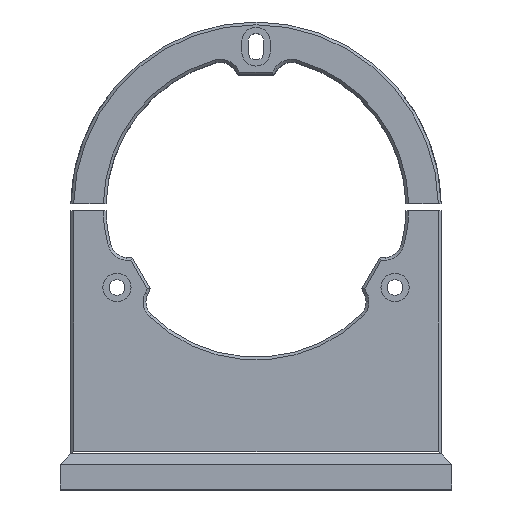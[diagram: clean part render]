
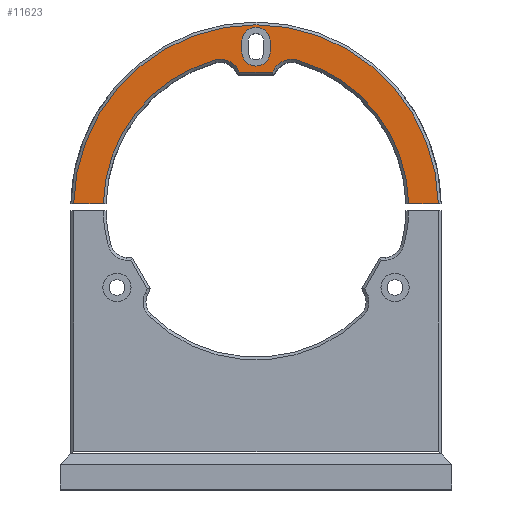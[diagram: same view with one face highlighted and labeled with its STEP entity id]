
A CAD part, top view. The second image highlights one B-rep face of the part: STEP entity #11623.
In plain terms, the highlighted planar face has unit normal (0, 0, 1).
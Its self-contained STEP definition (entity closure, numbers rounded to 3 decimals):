
#119 = LINE ( 'NONE', #6885, #11958 ) ;
#198 = CARTESIAN_POINT ( 'NONE',  ( 0., 6.473, 95. ) ) ;
#360 = DIRECTION ( 'NONE',  ( 0., 0., -1. ) ) ;
#369 = CARTESIAN_POINT ( 'NONE',  ( -5.377, 45.906, 95. ) ) ;
#677 = ORIENTED_EDGE ( 'NONE', *, *, #3787, .F. ) ;
#1050 = EDGE_CURVE ( 'NONE', #7259, #5999, #10666, .T. ) ;
#1062 = LINE ( 'NONE', #2348, #9751 ) ;
#1099 = EDGE_LOOP ( 'NONE', ( #9988, #13081, #677, #5249 ) ) ;
#1103 = CARTESIAN_POINT ( 'NONE',  ( 0., 50.473, 95. ) ) ;
#1298 = VECTOR ( 'NONE', #4185, 1000. ) ;
#1307 = VERTEX_POINT ( 'NONE', #2688 ) ;
#1341 = PLANE ( 'NONE',  #3985 ) ;
#1392 = DIRECTION ( 'NONE',  ( 1., 0., 0. ) ) ;
#1533 = DIRECTION ( 'NONE',  ( 1., 0., 0. ) ) ;
#1635 = CARTESIAN_POINT ( 'NONE',  ( -4.584, 44.773, 95. ) ) ;
#1744 = LINE ( 'NONE', #3708, #7657 ) ;
#1770 = EDGE_CURVE ( 'NONE', #14272, #3694, #1744, .T. ) ;
#2073 = ORIENTED_EDGE ( 'NONE', *, *, #2167, .T. ) ;
#2167 = EDGE_CURVE ( 'NONE', #10321, #9972, #8516, .T. ) ;
#2222 = CARTESIAN_POINT ( 'NONE',  ( 0., 53.473, 95. ) ) ;
#2262 = EDGE_CURVE ( 'NONE', #1307, #14444, #1062, .T. ) ;
#2308 = DIRECTION ( 'NONE',  ( 1., 0., 0. ) ) ;
#2348 = CARTESIAN_POINT ( 'NONE',  ( -14.92, 16.92, 95. ) ) ;
#2688 = CARTESIAN_POINT ( 'NONE',  ( 4.584, 44.773, 95. ) ) ;
#2717 = CARTESIAN_POINT ( 'NONE',  ( -66.927, 7.473, 95. ) ) ;
#2731 = CARTESIAN_POINT ( 'NONE',  ( 14.92, 16.92, 95. ) ) ;
#3013 = CARTESIAN_POINT ( 'NONE',  ( -51.69, 7.473, 95. ) ) ;
#3400 = DIRECTION ( 'NONE',  ( -1., 0., 0. ) ) ;
#3470 = VERTEX_POINT ( 'NONE', #14643 ) ;
#3546 = AXIS2_PLACEMENT_3D ( 'NONE', #1103, #9376, #2308 ) ;
#3564 = DIRECTION ( 'NONE',  ( 0.574, 0.819, 0. ) ) ;
#3694 = VERTEX_POINT ( 'NONE', #6706 ) ;
#3708 = CARTESIAN_POINT ( 'NONE',  ( -4., 53.473, 95. ) ) ;
#3787 = EDGE_CURVE ( 'NONE', #7040, #14272, #3790, .T. ) ;
#3790 = CIRCLE ( 'NONE', #7863, 4. ) ;
#3985 = AXIS2_PLACEMENT_3D ( 'NONE', #198, #8463, #1392 ) ;
#3990 = CARTESIAN_POINT ( 'NONE',  ( 4., 50.473, 95. ) ) ;
#4185 = DIRECTION ( 'NONE',  ( 0., 1., 0. ) ) ;
#4402 = CARTESIAN_POINT ( 'NONE',  ( 0., 6.473, 95. ) ) ;
#4471 = AXIS2_PLACEMENT_3D ( 'NONE', #4402, #12662, #5574 ) ;
#4784 = ORIENTED_EDGE ( 'NONE', *, *, #6594, .T. ) ;
#4795 = CARTESIAN_POINT ( 'NONE',  ( 5.377, 45.906, 95. ) ) ;
#5239 = DIRECTION ( 'NONE',  ( 0., 0., -1. ) ) ;
#5249 = ORIENTED_EDGE ( 'NONE', *, *, #14735, .F. ) ;
#5413 = FACE_BOUND ( 'NONE', #1099, .T. ) ;
#5548 = DIRECTION ( 'NONE',  ( 0., 0., 1. ) ) ;
#5574 = DIRECTION ( 'NONE',  ( 1., 0., 0. ) ) ;
#5798 = AXIS2_PLACEMENT_3D ( 'NONE', #12332, #5239, #13524 ) ;
#5999 = VERTEX_POINT ( 'NONE', #10033 ) ;
#6032 = EDGE_LOOP ( 'NONE', ( #4784, #7811, #12802, #2073, #10338, #9365, #11680, #7989, #7787, #11217 ) ) ;
#6120 = CARTESIAN_POINT ( 'NONE',  ( 11.695, 48.164, 95. ) ) ;
#6215 = CIRCLE ( 'NONE', #15308, 5.8 ) ;
#6218 = AXIS2_PLACEMENT_3D ( 'NONE', #12635, #5548, #13839 ) ;
#6594 = EDGE_CURVE ( 'NONE', #5999, #3470, #13830, .T. ) ;
#6706 = CARTESIAN_POINT ( 'NONE',  ( -4., 50.473, 95. ) ) ;
#6868 = CARTESIAN_POINT ( 'NONE',  ( -4., 53.473, 95. ) ) ;
#6885 = CARTESIAN_POINT ( 'NONE',  ( 0., 44.773, 95. ) ) ;
#6980 = DIRECTION ( 'NONE',  ( 0., 0., -1. ) ) ;
#7040 = VERTEX_POINT ( 'NONE', #10480 ) ;
#7259 = VERTEX_POINT ( 'NONE', #6120 ) ;
#7262 = CIRCLE ( 'NONE', #13368, 5.8 ) ;
#7463 = CARTESIAN_POINT ( 'NONE',  ( 10.128, 42.58, 95. ) ) ;
#7541 = VECTOR ( 'NONE', #8265, 1000. ) ;
#7657 = VECTOR ( 'NONE', #11996, 1000. ) ;
#7718 = CIRCLE ( 'NONE', #3546, 4. ) ;
#7787 = ORIENTED_EDGE ( 'NONE', *, *, #8210, .T. ) ;
#7811 = ORIENTED_EDGE ( 'NONE', *, *, #9969, .T. ) ;
#7863 = AXIS2_PLACEMENT_3D ( 'NONE', #2222, #10486, #3400 ) ;
#7989 = ORIENTED_EDGE ( 'NONE', *, *, #2262, .T. ) ;
#8210 = EDGE_CURVE ( 'NONE', #14444, #7259, #6215, .T. ) ;
#8265 = DIRECTION ( 'NONE',  ( 1., 0., 0. ) ) ;
#8448 = VECTOR ( 'NONE', #1533, 1000. ) ;
#8463 = DIRECTION ( 'NONE',  ( 0., 0., 1. ) ) ;
#8516 = CIRCLE ( 'NONE', #4471, 43.3 ) ;
#8655 = DIRECTION ( 'NONE',  ( 1., 0., 0. ) ) ;
#8840 = LINE ( 'NONE', #2717, #8448 ) ;
#9030 = VECTOR ( 'NONE', #9807, 1000. ) ;
#9286 = DIRECTION ( 'NONE',  ( 1., 0., 0. ) ) ;
#9365 = ORIENTED_EDGE ( 'NONE', *, *, #9379, .T. ) ;
#9376 = DIRECTION ( 'NONE',  ( 0., 0., 1. ) ) ;
#9379 = EDGE_CURVE ( 'NONE', #12564, #10335, #15309, .T. ) ;
#9751 = VECTOR ( 'NONE', #3564, 1000. ) ;
#9807 = DIRECTION ( 'NONE',  ( 0.574, -0.819, 0. ) ) ;
#9969 = EDGE_CURVE ( 'NONE', #3470, #13348, #12153, .T. ) ;
#9972 = VERTEX_POINT ( 'NONE', #14967 ) ;
#9988 = ORIENTED_EDGE ( 'NONE', *, *, #10077, .F. ) ;
#10033 = CARTESIAN_POINT ( 'NONE',  ( 43.288, 7.473, 95. ) ) ;
#10058 = EDGE_CURVE ( 'NONE', #10335, #1307, #119, .T. ) ;
#10077 = EDGE_CURVE ( 'NONE', #3694, #13206, #7718, .T. ) ;
#10321 = VERTEX_POINT ( 'NONE', #12217 ) ;
#10335 = VERTEX_POINT ( 'NONE', #1635 ) ;
#10338 = ORIENTED_EDGE ( 'NONE', *, *, #13825, .T. ) ;
#10480 = CARTESIAN_POINT ( 'NONE',  ( 4., 53.473, 95. ) ) ;
#10486 = DIRECTION ( 'NONE',  ( 0., 0., 1. ) ) ;
#10666 = CIRCLE ( 'NONE', #5798, 43.3 ) ;
#10740 = LINE ( 'NONE', #11286, #1298 ) ;
#11217 = ORIENTED_EDGE ( 'NONE', *, *, #1050, .T. ) ;
#11286 = CARTESIAN_POINT ( 'NONE',  ( 4., 53.473, 95. ) ) ;
#11623 = ADVANCED_FACE ( 'NONE', ( #5413, #14497 ), #1341, .T. ) ;
#11680 = ORIENTED_EDGE ( 'NONE', *, *, #10058, .T. ) ;
#11958 = VECTOR ( 'NONE', #9286, 1000. ) ;
#11996 = DIRECTION ( 'NONE',  ( 0., -1., 0. ) ) ;
#12153 = CIRCLE ( 'NONE', #6218, 51.7 ) ;
#12217 = CARTESIAN_POINT ( 'NONE',  ( -43.288, 7.473, 95. ) ) ;
#12332 = CARTESIAN_POINT ( 'NONE',  ( 0., 6.473, 95. ) ) ;
#12548 = EDGE_CURVE ( 'NONE', #13348, #10321, #8840, .T. ) ;
#12564 = VERTEX_POINT ( 'NONE', #369 ) ;
#12635 = CARTESIAN_POINT ( 'NONE',  ( 0., 6.473, 95. ) ) ;
#12662 = DIRECTION ( 'NONE',  ( 0., 0., -1. ) ) ;
#12802 = ORIENTED_EDGE ( 'NONE', *, *, #12548, .T. ) ;
#13081 = ORIENTED_EDGE ( 'NONE', *, *, #1770, .F. ) ;
#13206 = VERTEX_POINT ( 'NONE', #3990 ) ;
#13348 = VERTEX_POINT ( 'NONE', #3013 ) ;
#13368 = AXIS2_PLACEMENT_3D ( 'NONE', #14094, #6980, #15271 ) ;
#13524 = DIRECTION ( 'NONE',  ( 1., 0., 0. ) ) ;
#13825 = EDGE_CURVE ( 'NONE', #9972, #12564, #7262, .T. ) ;
#13830 = LINE ( 'NONE', #15194, #7541 ) ;
#13839 = DIRECTION ( 'NONE',  ( 1., 0., 0. ) ) ;
#14094 = CARTESIAN_POINT ( 'NONE',  ( -10.128, 42.58, 95. ) ) ;
#14272 = VERTEX_POINT ( 'NONE', #6868 ) ;
#14444 = VERTEX_POINT ( 'NONE', #4795 ) ;
#14497 = FACE_OUTER_BOUND ( 'NONE', #6032, .T. ) ;
#14643 = CARTESIAN_POINT ( 'NONE',  ( 51.69, 7.473, 95. ) ) ;
#14735 = EDGE_CURVE ( 'NONE', #13206, #7040, #10740, .T. ) ;
#14967 = CARTESIAN_POINT ( 'NONE',  ( -11.695, 48.164, 95. ) ) ;
#15194 = CARTESIAN_POINT ( 'NONE',  ( -66.927, 7.473, 95. ) ) ;
#15271 = DIRECTION ( 'NONE',  ( 1., 0., 0. ) ) ;
#15308 = AXIS2_PLACEMENT_3D ( 'NONE', #7463, #360, #8655 ) ;
#15309 = LINE ( 'NONE', #2731, #9030 ) ;
